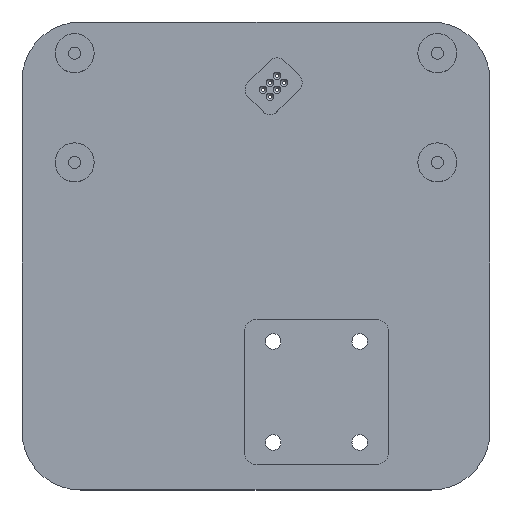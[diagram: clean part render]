
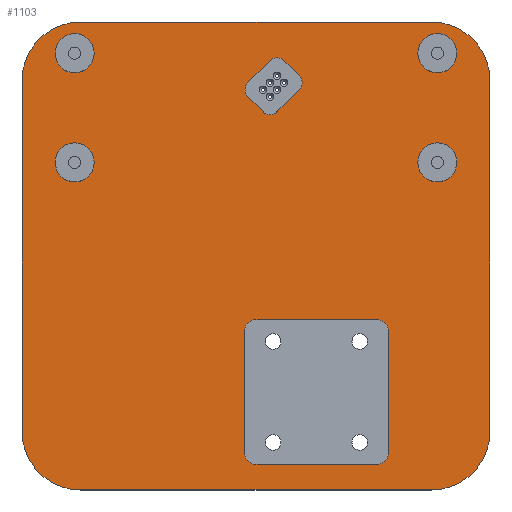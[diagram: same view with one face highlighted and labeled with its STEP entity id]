
A CAD part, top view. The second image highlights one B-rep face of the part: STEP entity #1103.
In plain terms, the highlighted planar face has unit normal (0, 0, 1).
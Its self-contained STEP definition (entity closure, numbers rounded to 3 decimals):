
#31=FACE_BOUND('',#204,.T.);
#32=FACE_BOUND('',#205,.T.);
#33=FACE_BOUND('',#206,.T.);
#34=FACE_BOUND('',#207,.T.);
#35=FACE_BOUND('',#208,.T.);
#36=FACE_BOUND('',#209,.T.);
#69=PLANE('',#1235);
#125=FACE_OUTER_BOUND('',#203,.T.);
#203=EDGE_LOOP('',(#901,#902,#903,#904,#905,#906,#907,#908));
#204=EDGE_LOOP('',(#909,#910,#911,#912,#913,#914,#915,#916));
#205=EDGE_LOOP('',(#917,#918,#919,#920,#921,#922,#923,#924));
#206=EDGE_LOOP('',(#925));
#207=EDGE_LOOP('',(#926));
#208=EDGE_LOOP('',(#927));
#209=EDGE_LOOP('',(#928));
#255=LINE('',#1659,#331);
#261=LINE('',#1674,#337);
#265=LINE('',#1686,#341);
#268=LINE('',#1695,#344);
#296=LINE('',#1835,#372);
#299=LINE('',#1843,#375);
#302=LINE('',#1851,#378);
#304=LINE('',#1857,#380);
#305=LINE('',#1863,#381);
#306=LINE('',#1867,#382);
#307=LINE('',#1871,#383);
#308=LINE('',#1874,#384);
#331=VECTOR('',#1297,10.);
#337=VECTOR('',#1311,10.);
#341=VECTOR('',#1323,10.);
#344=VECTOR('',#1334,10.);
#372=VECTOR('',#1496,10.);
#375=VECTOR('',#1505,10.);
#378=VECTOR('',#1514,10.);
#380=VECTOR('',#1522,10.);
#381=VECTOR('',#1527,10.);
#382=VECTOR('',#1530,10.);
#383=VECTOR('',#1533,10.);
#384=VECTOR('',#1536,10.);
#406=CIRCLE('',#1145,3.);
#408=CIRCLE('',#1149,3.);
#410=CIRCLE('',#1153,3.);
#412=CIRCLE('',#1157,3.);
#451=CIRCLE('',#1224,2.5);
#452=CIRCLE('',#1227,2.5);
#453=CIRCLE('',#1230,2.5);
#454=CIRCLE('',#1233,2.5);
#455=CIRCLE('',#1236,15.);
#456=CIRCLE('',#1237,15.);
#457=CIRCLE('',#1238,15.);
#458=CIRCLE('',#1239,15.);
#459=CIRCLE('',#1240,5.);
#460=CIRCLE('',#1241,5.);
#461=CIRCLE('',#1242,5.);
#462=CIRCLE('',#1243,5.);
#481=VERTEX_POINT('',#1652);
#482=VERTEX_POINT('',#1654);
#483=VERTEX_POINT('',#1658);
#487=VERTEX_POINT('',#1667);
#488=VERTEX_POINT('',#1669);
#491=VERTEX_POINT('',#1679);
#492=VERTEX_POINT('',#1681);
#494=VERTEX_POINT('',#1690);
#537=VERTEX_POINT('',#1827);
#538=VERTEX_POINT('',#1829);
#539=VERTEX_POINT('',#1833);
#540=VERTEX_POINT('',#1837);
#541=VERTEX_POINT('',#1841);
#542=VERTEX_POINT('',#1845);
#543=VERTEX_POINT('',#1847);
#544=VERTEX_POINT('',#1853);
#545=VERTEX_POINT('',#1859);
#546=VERTEX_POINT('',#1860);
#547=VERTEX_POINT('',#1862);
#548=VERTEX_POINT('',#1864);
#549=VERTEX_POINT('',#1866);
#550=VERTEX_POINT('',#1868);
#551=VERTEX_POINT('',#1870);
#552=VERTEX_POINT('',#1872);
#553=VERTEX_POINT('',#1875);
#554=VERTEX_POINT('',#1877);
#555=VERTEX_POINT('',#1879);
#556=VERTEX_POINT('',#1881);
#579=EDGE_CURVE('',#481,#482,#406,.F.);
#581=EDGE_CURVE('',#483,#482,#255,.T.);
#586=EDGE_CURVE('',#487,#488,#408,.F.);
#589=EDGE_CURVE('',#481,#488,#261,.T.);
#592=EDGE_CURVE('',#491,#492,#410,.F.);
#595=EDGE_CURVE('',#487,#492,#265,.T.);
#597=EDGE_CURVE('',#483,#494,#412,.F.);
#600=EDGE_CURVE('',#491,#494,#268,.T.);
#664=EDGE_CURVE('',#537,#538,#451,.F.);
#667=EDGE_CURVE('',#537,#539,#296,.T.);
#669=EDGE_CURVE('',#540,#539,#452,.F.);
#671=EDGE_CURVE('',#540,#541,#299,.T.);
#673=EDGE_CURVE('',#542,#543,#453,.F.);
#675=EDGE_CURVE('',#542,#538,#302,.T.);
#677=EDGE_CURVE('',#544,#541,#454,.F.);
#678=EDGE_CURVE('',#544,#543,#304,.T.);
#679=EDGE_CURVE('',#545,#546,#455,.T.);
#680=EDGE_CURVE('',#545,#547,#305,.T.);
#681=EDGE_CURVE('',#548,#547,#456,.T.);
#682=EDGE_CURVE('',#548,#549,#306,.T.);
#683=EDGE_CURVE('',#550,#549,#457,.T.);
#684=EDGE_CURVE('',#550,#551,#307,.T.);
#685=EDGE_CURVE('',#552,#551,#458,.T.);
#686=EDGE_CURVE('',#552,#546,#308,.T.);
#687=EDGE_CURVE('',#553,#553,#459,.T.);
#688=EDGE_CURVE('',#554,#554,#460,.T.);
#689=EDGE_CURVE('',#555,#555,#461,.T.);
#690=EDGE_CURVE('',#556,#556,#462,.T.);
#901=ORIENTED_EDGE('',*,*,#679,.F.);
#902=ORIENTED_EDGE('',*,*,#680,.T.);
#903=ORIENTED_EDGE('',*,*,#681,.F.);
#904=ORIENTED_EDGE('',*,*,#682,.T.);
#905=ORIENTED_EDGE('',*,*,#683,.F.);
#906=ORIENTED_EDGE('',*,*,#684,.T.);
#907=ORIENTED_EDGE('',*,*,#685,.F.);
#908=ORIENTED_EDGE('',*,*,#686,.T.);
#909=ORIENTED_EDGE('',*,*,#581,.T.);
#910=ORIENTED_EDGE('',*,*,#579,.F.);
#911=ORIENTED_EDGE('',*,*,#589,.T.);
#912=ORIENTED_EDGE('',*,*,#586,.F.);
#913=ORIENTED_EDGE('',*,*,#595,.T.);
#914=ORIENTED_EDGE('',*,*,#592,.F.);
#915=ORIENTED_EDGE('',*,*,#600,.T.);
#916=ORIENTED_EDGE('',*,*,#597,.F.);
#917=ORIENTED_EDGE('',*,*,#675,.T.);
#918=ORIENTED_EDGE('',*,*,#664,.F.);
#919=ORIENTED_EDGE('',*,*,#667,.T.);
#920=ORIENTED_EDGE('',*,*,#669,.F.);
#921=ORIENTED_EDGE('',*,*,#671,.T.);
#922=ORIENTED_EDGE('',*,*,#677,.F.);
#923=ORIENTED_EDGE('',*,*,#678,.T.);
#924=ORIENTED_EDGE('',*,*,#673,.F.);
#925=ORIENTED_EDGE('',*,*,#687,.T.);
#926=ORIENTED_EDGE('',*,*,#688,.T.);
#927=ORIENTED_EDGE('',*,*,#689,.T.);
#928=ORIENTED_EDGE('',*,*,#690,.T.);
#1103=ADVANCED_FACE('',(#125,#31,#32,#33,#34,#35,#36),#69,.T.);
#1145=AXIS2_PLACEMENT_3D('',#1655,#1292,#1293);
#1149=AXIS2_PLACEMENT_3D('',#1670,#1305,#1306);
#1153=AXIS2_PLACEMENT_3D('',#1682,#1317,#1318);
#1157=AXIS2_PLACEMENT_3D('',#1691,#1328,#1329);
#1224=AXIS2_PLACEMENT_3D('',#1830,#1490,#1491);
#1227=AXIS2_PLACEMENT_3D('',#1839,#1500,#1501);
#1230=AXIS2_PLACEMENT_3D('',#1848,#1509,#1510);
#1233=AXIS2_PLACEMENT_3D('',#1855,#1518,#1519);
#1235=AXIS2_PLACEMENT_3D('',#1858,#1523,#1524);
#1236=AXIS2_PLACEMENT_3D('',#1861,#1525,#1526);
#1237=AXIS2_PLACEMENT_3D('',#1865,#1528,#1529);
#1238=AXIS2_PLACEMENT_3D('',#1869,#1531,#1532);
#1239=AXIS2_PLACEMENT_3D('',#1873,#1534,#1535);
#1240=AXIS2_PLACEMENT_3D('',#1876,#1537,#1538);
#1241=AXIS2_PLACEMENT_3D('',#1878,#1539,#1540);
#1242=AXIS2_PLACEMENT_3D('',#1880,#1541,#1542);
#1243=AXIS2_PLACEMENT_3D('',#1882,#1543,#1544);
#1292=DIRECTION('center_axis',(0.,0.,-1.));
#1293=DIRECTION('ref_axis',(-0.707,0.707,0.));
#1297=DIRECTION('',(0.,1.,0.));
#1305=DIRECTION('center_axis',(0.,0.,-1.));
#1306=DIRECTION('ref_axis',(0.707,0.707,0.));
#1311=DIRECTION('',(1.,0.,0.));
#1317=DIRECTION('center_axis',(0.,0.,-1.));
#1318=DIRECTION('ref_axis',(0.707,-0.707,0.));
#1323=DIRECTION('',(0.,-1.,0.));
#1328=DIRECTION('center_axis',(0.,0.,-1.));
#1329=DIRECTION('ref_axis',(-0.707,-0.707,0.));
#1334=DIRECTION('',(-1.,0.,0.));
#1490=DIRECTION('center_axis',(0.,0.,-1.));
#1491=DIRECTION('ref_axis',(0.,1.,0.));
#1496=DIRECTION('',(0.707,-0.707,0.));
#1500=DIRECTION('center_axis',(0.,0.,-1.));
#1501=DIRECTION('ref_axis',(1.,0.,0.));
#1505=DIRECTION('',(-0.707,-0.707,0.));
#1509=DIRECTION('center_axis',(0.,0.,-1.));
#1510=DIRECTION('ref_axis',(-1.,0.,0.));
#1514=DIRECTION('',(0.707,0.707,0.));
#1518=DIRECTION('center_axis',(0.,0.,-1.));
#1519=DIRECTION('ref_axis',(0.,-1.,0.));
#1522=DIRECTION('',(-0.707,0.707,0.));
#1523=DIRECTION('center_axis',(0.,0.,1.));
#1524=DIRECTION('ref_axis',(1.,0.,0.));
#1525=DIRECTION('center_axis',(0.,0.,-1.));
#1526=DIRECTION('ref_axis',(-0.707,0.707,0.));
#1527=DIRECTION('',(0.,-1.,0.));
#1528=DIRECTION('center_axis',(0.,0.,-1.));
#1529=DIRECTION('ref_axis',(-0.707,-0.707,0.));
#1530=DIRECTION('',(1.,0.,0.));
#1531=DIRECTION('center_axis',(0.,0.,-1.));
#1532=DIRECTION('ref_axis',(0.707,-0.707,0.));
#1533=DIRECTION('',(0.,1.,0.));
#1534=DIRECTION('center_axis',(0.,0.,-1.));
#1535=DIRECTION('ref_axis',(0.707,0.707,0.));
#1536=DIRECTION('',(-1.,0.,0.));
#1537=DIRECTION('center_axis',(0.,0.,-1.));
#1538=DIRECTION('ref_axis',(-1.,0.,0.));
#1539=DIRECTION('center_axis',(0.,0.,-1.));
#1540=DIRECTION('ref_axis',(-1.,0.,0.));
#1541=DIRECTION('center_axis',(0.,0.,-1.));
#1542=DIRECTION('ref_axis',(-1.,0.,0.));
#1543=DIRECTION('center_axis',(0.,0.,-1.));
#1544=DIRECTION('ref_axis',(-1.,0.,0.));
#1652=CARTESIAN_POINT('',(0.,-16.3,5.));
#1654=CARTESIAN_POINT('',(-3.,-19.3,5.));
#1655=CARTESIAN_POINT('Origin',(0.,-19.3,5.));
#1658=CARTESIAN_POINT('',(-3.,-50.4,5.));
#1659=CARTESIAN_POINT('',(-3.,-8.15,5.));
#1667=CARTESIAN_POINT('',(34.,-19.3,5.));
#1669=CARTESIAN_POINT('',(31.,-16.3,5.));
#1670=CARTESIAN_POINT('Origin',(31.,-19.3,5.));
#1674=CARTESIAN_POINT('',(17.,-16.3,5.));
#1679=CARTESIAN_POINT('',(31.,-53.4,5.));
#1681=CARTESIAN_POINT('',(34.,-50.4,5.));
#1682=CARTESIAN_POINT('Origin',(31.,-50.4,5.));
#1686=CARTESIAN_POINT('',(34.,-26.7,5.));
#1690=CARTESIAN_POINT('',(0.,-53.4,5.));
#1691=CARTESIAN_POINT('Origin',(0.,-50.4,5.));
#1695=CARTESIAN_POINT('',(-1.5,-53.4,5.));
#1827=CARTESIAN_POINT('',(7.166,50.083,5.));
#1829=CARTESIAN_POINT('',(3.63,50.083,5.));
#1830=CARTESIAN_POINT('Origin',(5.398,48.315,5.));
#1833=CARTESIAN_POINT('',(11.083,46.166,5.));
#1835=CARTESIAN_POINT('',(20.738,36.511,5.));
#1837=CARTESIAN_POINT('',(11.083,42.63,5.));
#1839=CARTESIAN_POINT('Origin',(9.315,44.398,5.));
#1841=CARTESIAN_POINT('',(5.37,36.917,5.));
#1843=CARTESIAN_POINT('',(-6.086,25.461,5.));
#1845=CARTESIAN_POINT('',(-2.083,44.37,5.));
#1847=CARTESIAN_POINT('',(-2.083,40.834,5.));
#1848=CARTESIAN_POINT('Origin',(-0.315,42.602,5.));
#1851=CARTESIAN_POINT('',(-8.914,37.539,5.));
#1853=CARTESIAN_POINT('',(1.834,36.917,5.));
#1855=CARTESIAN_POINT('Origin',(3.602,38.685,5.));
#1857=CARTESIAN_POINT('',(7.762,30.989,5.));
#1858=CARTESIAN_POINT('Origin',(0.,0.,
5.));
#1859=CARTESIAN_POINT('',(-60.,45.,5.));
#1860=CARTESIAN_POINT('',(-45.,60.,5.));
#1861=CARTESIAN_POINT('Origin',(-45.,45.,5.));
#1862=CARTESIAN_POINT('',(-60.,-45.,5.));
#1863=CARTESIAN_POINT('',(-60.,-60.,5.));
#1864=CARTESIAN_POINT('',(-45.,-60.,5.));
#1865=CARTESIAN_POINT('Origin',(-45.,-45.,5.));
#1866=CARTESIAN_POINT('',(45.,-60.,5.));
#1867=CARTESIAN_POINT('',(60.,-60.,5.));
#1868=CARTESIAN_POINT('',(60.,-45.,5.));
#1869=CARTESIAN_POINT('Origin',(45.,-45.,5.));
#1870=CARTESIAN_POINT('',(60.,45.,5.));
#1871=CARTESIAN_POINT('',(60.,60.,5.));
#1872=CARTESIAN_POINT('',(45.,60.,5.));
#1873=CARTESIAN_POINT('Origin',(45.,45.,5.));
#1874=CARTESIAN_POINT('',(-60.,60.,5.));
#1875=CARTESIAN_POINT('',(51.5,52.,5.));
#1876=CARTESIAN_POINT('Origin',(46.5,52.,5.));
#1877=CARTESIAN_POINT('',(-41.5,52.,5.));
#1878=CARTESIAN_POINT('Origin',(-46.5,52.,5.));
#1879=CARTESIAN_POINT('',(51.5,24.,5.));
#1880=CARTESIAN_POINT('Origin',(46.5,24.,5.));
#1881=CARTESIAN_POINT('',(-41.5,24.,5.));
#1882=CARTESIAN_POINT('Origin',(-46.5,24.,5.));
